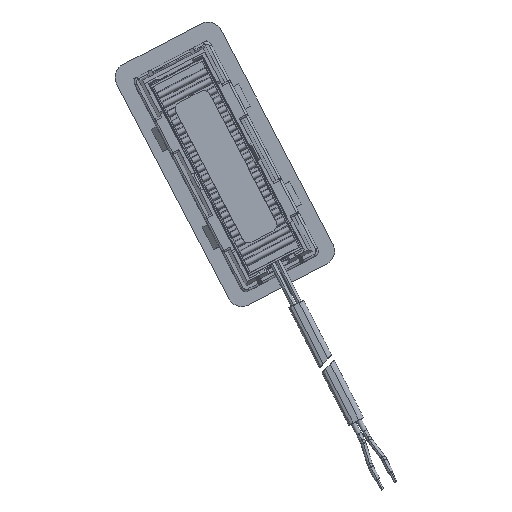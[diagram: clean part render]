
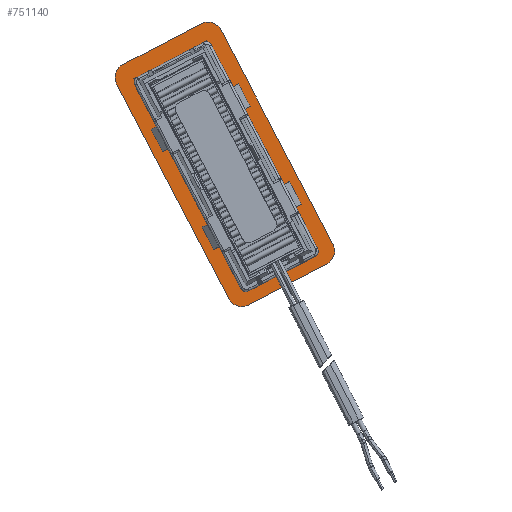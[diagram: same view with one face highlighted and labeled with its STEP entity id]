
A CAD part, front view. The second image highlights one B-rep face of the part: STEP entity #751140.
In plain terms, the highlighted planar face has unit normal (0, -1, 0).
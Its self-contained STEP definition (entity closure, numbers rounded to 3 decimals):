
#750050=CARTESIAN_POINT('',(-18.452,51.992,
-23.136));
#750060=DIRECTION('',(0.,-1.,
0.));
#750070=DIRECTION('',(-0.887,0.,
-0.463));
#750080=AXIS2_PLACEMENT_3D('',#750050,#750060,#750070);
#750090=PLANE('',#750080);
#750100=CARTESIAN_POINT('',(-26.462,51.992,
10.472));
#750110=DIRECTION('',(0.,-1.,
0.));
#750120=DIRECTION('',(-0.463,0.,
0.887));
#750130=AXIS2_PLACEMENT_3D('',#750100,#750110,#750120);
#750140=CIRCLE('',#750130,4.);
#750150=CARTESIAN_POINT('',(-28.313,51.992,
14.018));
#750160=VERTEX_POINT('',#750150);
#750170=CARTESIAN_POINT('',(-30.008,51.992,
8.621));
#750180=VERTEX_POINT('',#750170);
#750190=EDGE_CURVE('',#750160,#750180,#750140,.T.);
#750200=ORIENTED_EDGE('',*,*,#750190,.T.);
#750210=CARTESIAN_POINT('',(-28.313,51.992,
14.018));
#750220=DIRECTION('',(0.887,0.,
0.463));
#750230=VECTOR('',#750220,1.);
#750240=LINE('',#750210,#750230);
#750250=CARTESIAN_POINT('',(-6.593,51.992,
25.353));
#750260=VERTEX_POINT('',#750250);
#750270=EDGE_CURVE('',#750160,#750260,#750240,.T.);
#750280=ORIENTED_EDGE('',*,*,#750270,.F.);
#750290=CARTESIAN_POINT('',(-4.742,51.992,
21.807));
#750300=DIRECTION('',(0.,-1.,
0.));
#750310=DIRECTION('',(0.887,0.,
0.463));
#750320=AXIS2_PLACEMENT_3D('',#750290,#750300,#750310);
#750330=CIRCLE('',#750320,4.);
#750340=CARTESIAN_POINT('',(-1.196,51.991,
23.658));
#750350=VERTEX_POINT('',#750340);
#750360=EDGE_CURVE('',#750350,#750260,#750330,.T.);
#750370=ORIENTED_EDGE('',*,*,#750360,.T.);
#750380=CARTESIAN_POINT('',(-1.196,51.991,
23.658));
#750390=DIRECTION('',(0.463,0.,
-0.887));
#750400=VECTOR('',#750390,1.);
#750410=LINE('',#750380,#750400);
#750420=CARTESIAN_POINT('',(29.803,51.991,
-35.739));
#750430=VERTEX_POINT('',#750420);
#750440=EDGE_CURVE('',#750350,#750430,#750410,.T.);
#750450=ORIENTED_EDGE('',*,*,#750440,.F.);
#750460=CARTESIAN_POINT('',(26.257,51.991,
-37.59));
#750470=DIRECTION('',(0.,-1.,
0.));
#750480=DIRECTION('',(0.463,0.,
-0.887));
#750490=AXIS2_PLACEMENT_3D('',#750460,#750470,#750480);
#750500=CIRCLE('',#750490,4.);
#750510=CARTESIAN_POINT('',(28.108,51.991,
-41.136));
#750520=VERTEX_POINT('',#750510);
#750530=EDGE_CURVE('',#750520,#750430,#750500,.T.);
#750540=ORIENTED_EDGE('',*,*,#750530,.T.);
#750550=CARTESIAN_POINT('',(28.108,51.991,
-41.136));
#750560=DIRECTION('',(-0.887,0.,
-0.463));
#750570=VECTOR('',#750560,1.);
#750580=LINE('',#750550,#750570);
#750590=CARTESIAN_POINT('',(6.388,51.991,
-52.472));
#750600=VERTEX_POINT('',#750590);
#750610=EDGE_CURVE('',#750520,#750600,#750580,.T.);
#750620=ORIENTED_EDGE('',*,*,#750610,.F.);
#750630=CARTESIAN_POINT('',(4.537,51.991,
-48.926));
#750640=DIRECTION('',(0.,-1.,
0.));
#750650=DIRECTION('',(-0.887,0.,
-0.463));
#750660=AXIS2_PLACEMENT_3D('',#750630,#750640,#750650);
#750670=CIRCLE('',#750660,4.);
#750680=CARTESIAN_POINT('',(0.991,51.991,
-50.776));
#750690=VERTEX_POINT('',#750680);
#750700=EDGE_CURVE('',#750690,#750600,#750670,.T.);
#750710=ORIENTED_EDGE('',*,*,#750700,.T.);
#750720=CARTESIAN_POINT('',(0.991,51.991,
-50.776));
#750730=DIRECTION('',(-0.463,0.,
0.887));
#750740=VECTOR('',#750730,1.);
#750750=LINE('',#750720,#750740);
#750760=EDGE_CURVE('',#750690,#750180,#750750,.T.);
#750770=ORIENTED_EDGE('',*,*,#750760,.F.);
#750780=EDGE_LOOP('',(#750770,#750710,#750620,#750540,#750450,#750370,
#750280,#750200));
#750790=FACE_OUTER_BOUND('',#750780,.T.);
#750800=CARTESIAN_POINT('',(-25.248,51.992,
10.09));
#750810=DIRECTION('',(0.463,0.,
-0.887));
#750820=VECTOR('',#750810,1.);
#750830=LINE('',#750800,#750820);
#750840=CARTESIAN_POINT('',(-25.248,51.992,
10.09));
#750850=VERTEX_POINT('',#750840);
#750860=CARTESIAN_POINT('',(4.919,51.991,
-47.711));
#750870=VERTEX_POINT('',#750860);
#750880=EDGE_CURVE('',#750850,#750870,#750830,.T.);
#750890=ORIENTED_EDGE('',*,*,#750880,.F.);
#750900=CARTESIAN_POINT('',(4.919,51.991,
-47.711));
#750910=DIRECTION('',(0.887,0.,
0.463));
#750920=VECTOR('',#750910,1.);
#750930=LINE('',#750900,#750920);
#750940=CARTESIAN_POINT('',(25.043,51.991,
-37.209));
#750950=VERTEX_POINT('',#750940);
#750960=EDGE_CURVE('',#750870,#750950,#750930,.T.);
#750970=ORIENTED_EDGE('',*,*,#750960,.F.);
#750980=CARTESIAN_POINT('',(25.043,51.991,
-37.209));
#750990=DIRECTION('',(-0.463,0.,
0.887));
#751000=VECTOR('',#750990,1.);
#751010=LINE('',#750980,#751000);
#751020=CARTESIAN_POINT('',(-5.124,51.992,
20.593));
#751030=VERTEX_POINT('',#751020);
#751040=EDGE_CURVE('',#750950,#751030,#751010,.T.);
#751050=ORIENTED_EDGE('',*,*,#751040,.F.);
#751060=CARTESIAN_POINT('',(-5.124,51.992,
20.593));
#751070=DIRECTION('',(-0.887,0.,
-0.463));
#751080=VECTOR('',#751070,1.);
#751090=LINE('',#751060,#751080);
#751100=EDGE_CURVE('',#751030,#750850,#751090,.T.);
#751110=ORIENTED_EDGE('',*,*,#751100,.F.);
#751120=EDGE_LOOP('',(#751110,#751050,#750970,#750890));
#751130=FACE_BOUND('',#751120,.T.);
#751140=ADVANCED_FACE('',(#750790,#751130),#750090,.T.);
